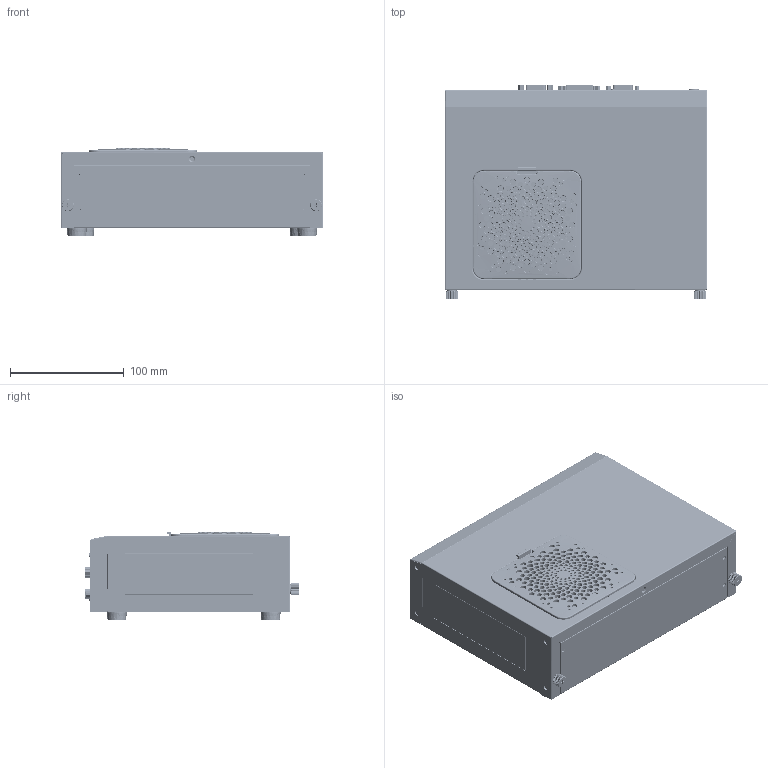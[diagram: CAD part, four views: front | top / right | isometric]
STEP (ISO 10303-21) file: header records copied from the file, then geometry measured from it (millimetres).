
FILE_DESCRIPTION((''),'2;1');
FILE_NAME('CV2_ASM_ASM','2014-12-08T',('0179539'),(''),'PRO/ENGINEER BY PARAMETRIC TECHNOLOGY CORPORATION, 2012090','PRO/ENGINEER BY PARAMETRIC TECHNOLOGY CORPORATION, 2012090','');
FILE_SCHEMA(('AUTOMOTIVE_DESIGN_CC2 { 1 2 10303 214 -1 1 5 2 }'));
Products named in the file (20): 1930030500-1-SOLID1; 1990012452S000-1-SOLID1; AIIS-1240_ASSY-1_AIIS-124-53497; 1930000013-1-SOLID1; 1990012452S000-1-SOLID2; 1930000013-3-SOLID1; 1990012452S000-4-SOLID1; AIIS-1240_ASSY-1_AIIS-12-111982; 1930000013-4-SOLID1; 1990012452S000-2-SOLID2; NONE-134148; 1990012452S000-3-SOLID1; 1990012452S000-4-SOLID2; NONE-144112; AIIS-1240_ASSY-1_AIIS-12-159497; 1930000013-2-SOLID1; AIIS-1240_ASSY-1_AIIS-12-210034; 1990012452S000-3-SOLID2; 1990012452S000-2-SOLID1; CV2_ASM_ASM
Assembly tree (21 placements, depth 2):
  CV2_ASM_ASM
    1930030500-1-SOLID1  x3
    1990012452S000-1-SOLID1
    AIIS-1240_ASSY-1_AIIS-124-53497
    1930000013-1-SOLID1
    1990012452S000-1-SOLID2
    1930000013-3-SOLID1
    1990012452S000-4-SOLID1
    AIIS-1240_ASSY-1_AIIS-12-111982
    1930000013-4-SOLID1
    1990012452S000-2-SOLID2
    NONE-134148
    1990012452S000-3-SOLID1
    1990012452S000-4-SOLID2
    NONE-144112
    AIIS-1240_ASSY-1_AIIS-12-159497
    1930000013-2-SOLID1
    AIIS-1240_ASSY-1_AIIS-12-210034
    1990012452S000-3-SOLID2
    1990012452S000-2-SOLID1
Bounding box: 230 x 187.98 x 77.3 mm (x, y, z)
Volume: 2721953.6 mm3; surface area: 327923.2 mm2
Topology: 21 solids, 31 shells, 5391 faces, 14377 edges, 9576 vertices
Faces by surface type: plane 2918, cylinder 1100, bspline 619, cone 496, extrusion 156, torus 84, sphere 18
Entity records: 361384 total; most frequent: CARTESIAN_POINT 177254, ORIENTED_EDGE 28466, DIRECTION 23595, PRESENTATION_STYLE_ASSIGNMENT 15185, STYLED_ITEM 14252, CURVE_STYLE 14233, EDGE_CURVE 14233, VERTEX_POINT 9508
